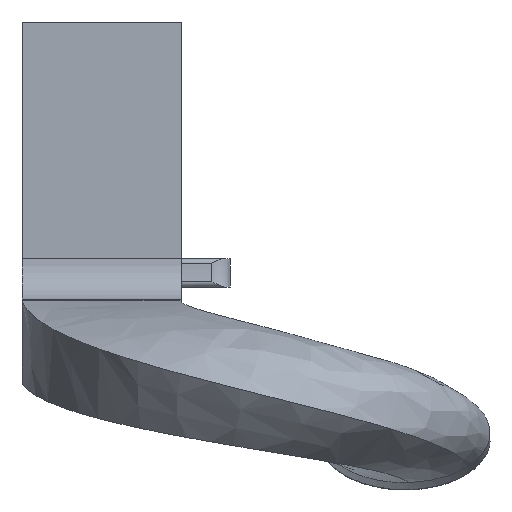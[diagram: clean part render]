
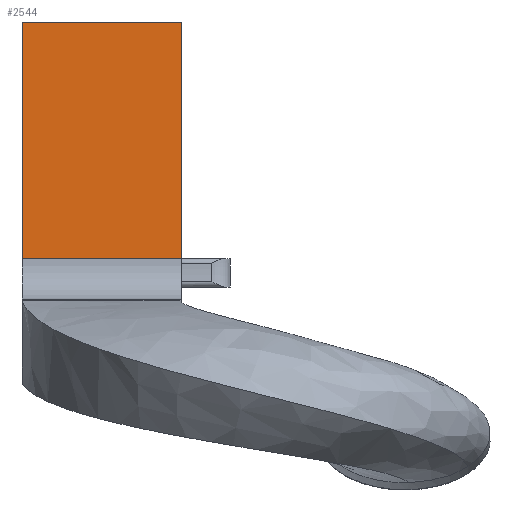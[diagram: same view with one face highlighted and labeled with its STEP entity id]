
A CAD part, left-side view. The second image highlights one B-rep face of the part: STEP entity #2544.
In plain terms, the highlighted planar face has unit normal (-1, 0, 0).
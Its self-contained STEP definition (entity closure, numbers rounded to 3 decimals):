
#302=PLANE('',#2695);
#429=FACE_OUTER_BOUND('',#564,.T.);
#564=EDGE_LOOP('',(#2372,#2373,#2374,#2375));
#586=LINE('',#3205,#755);
#679=LINE('',#3440,#848);
#734=LINE('',#13213,#903);
#735=LINE('',#13215,#904);
#755=VECTOR('',#2744,10.);
#848=VECTOR('',#2917,10.);
#903=VECTOR('',#3134,10.);
#904=VECTOR('',#3137,10.);
#981=VERTEX_POINT('',#3202);
#982=VERTEX_POINT('',#3204);
#1056=VERTEX_POINT('',#3439);
#1221=VERTEX_POINT('',#13211);
#1249=EDGE_CURVE('',#982,#981,#586,.T.);
#1355=EDGE_CURVE('',#982,#1056,#679,.T.);
#1611=EDGE_CURVE('',#981,#1221,#734,.T.);
#1612=EDGE_CURVE('',#1056,#1221,#735,.T.);
#2372=ORIENTED_EDGE('',*,*,#1249,.T.);
#2373=ORIENTED_EDGE('',*,*,#1611,.T.);
#2374=ORIENTED_EDGE('',*,*,#1612,.F.);
#2375=ORIENTED_EDGE('',*,*,#1355,.F.);
#2544=ADVANCED_FACE('',(#429),#302,.T.);
#2695=AXIS2_PLACEMENT_3D('',#13214,#3135,#3136);
#2744=DIRECTION('',(0.,0.,-1.));
#2917=DIRECTION('',(0.,-1.,0.));
#3134=DIRECTION('',(0.,-1.,0.));
#3135=DIRECTION('center_axis',(-1.,0.,0.));
#3136=DIRECTION('ref_axis',(0.,0.,
-1.));
#3137=DIRECTION('',(0.,0.,-1.));
#3202=CARTESIAN_POINT('',(-18.75,-2.,-40.5));
#3204=CARTESIAN_POINT('',(-18.75,-2.,-15.5));
#3205=CARTESIAN_POINT('',(-18.75,-2.,-25.5));
#3439=CARTESIAN_POINT('',(-18.75,-18.8,-15.5));
#3440=CARTESIAN_POINT('',(-18.75,-2.,-15.5));
#13211=CARTESIAN_POINT('',(-18.75,-18.8,-40.5));
#13213=CARTESIAN_POINT('',(-18.75,-2.,-40.5));
#13214=CARTESIAN_POINT('Origin',(-18.75,-2.,-25.5));
#13215=CARTESIAN_POINT('',(-18.75,-18.8,-25.5));
